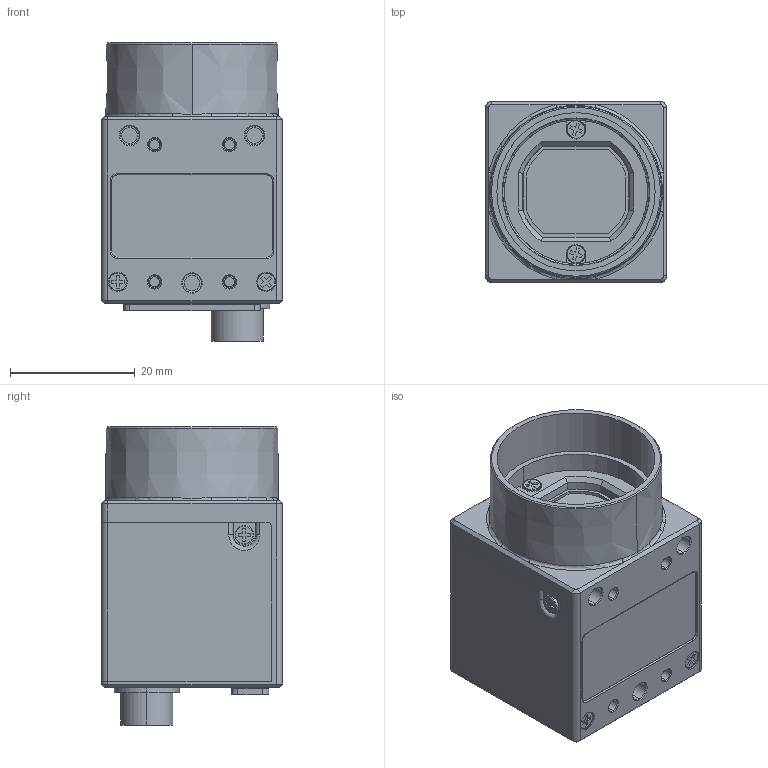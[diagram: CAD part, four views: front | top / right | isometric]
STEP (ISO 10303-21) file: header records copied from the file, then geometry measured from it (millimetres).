
FILE_DESCRIPTION (( 'STEP AP214' ), '1' );
FILE_NAME ('BFS-U3-51S5P-C.STEP', '2023-01-09T19:18:12', ( '' ), ( '' ), 'SwSTEP 2.0', 'SolidWorks 2020', '' );
FILE_SCHEMA (( 'AUTOMOTIVE_DESIGN' ));
Length unit declared in the file: millimetre
Products named in the file (1): BFS-U3-51S5P-C
Bounding box: 29 x 29 x 47.83 mm (x, y, z)
Volume: 26650.2 mm3; surface area: 7991.8 mm2
Topology: 1 solids, 1 shells, 479 faces, 1174 edges, 746 vertices
Faces by surface type: plane 229, cylinder 142, cone 57, bspline 30, torus 21
Entity records: 15910 total; most frequent: CARTESIAN_POINT 4524, DIRECTION 2413, ORIENTED_EDGE 2340, EDGE_CURVE 1170, AXIS2_PLACEMENT_3D 871, VERTEX_POINT 746, LINE 671, VECTOR 671
